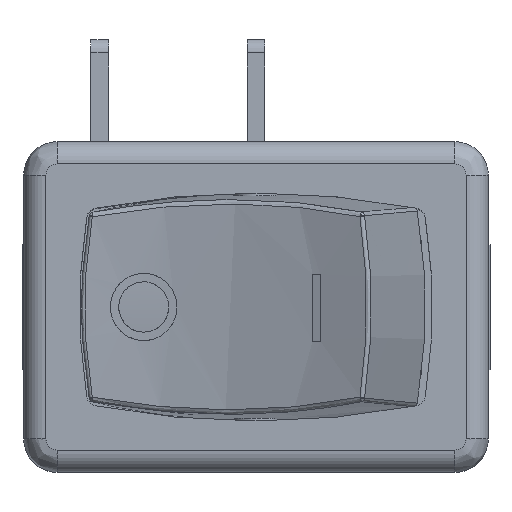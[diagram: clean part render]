
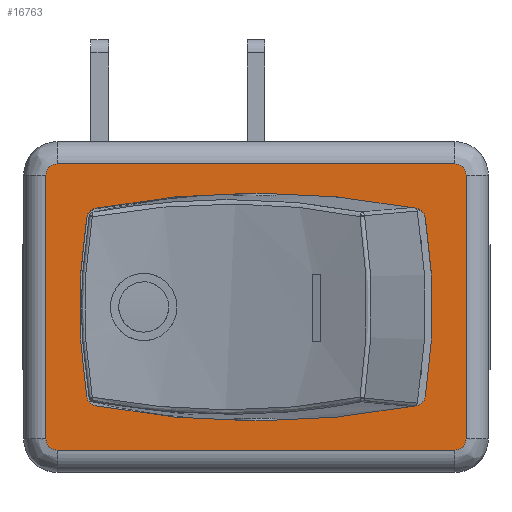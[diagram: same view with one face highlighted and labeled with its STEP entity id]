
A CAD part, top view. The second image highlights one B-rep face of the part: STEP entity #16763.
In plain terms, the highlighted planar face has unit normal (0, 0, 1).
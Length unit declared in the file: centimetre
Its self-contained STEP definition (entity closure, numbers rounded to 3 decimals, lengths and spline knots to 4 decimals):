
#105=FACE_BOUND('',#2935,.T.);
#491=CIRCLE('',#17433,3.82);
#493=CIRCLE('',#17436,0.05);
#495=CIRCLE('',#17439,2.5);
#497=CIRCLE('',#17442,0.05);
#499=CIRCLE('',#17445,3.82);
#501=CIRCLE('',#17448,0.05);
#503=CIRCLE('',#17451,2.5);
#505=CIRCLE('',#17454,0.05);
#509=CIRCLE('',#17460,0.05);
#513=CIRCLE('',#17464,0.05);
#517=CIRCLE('',#17470,0.05);
#521=CIRCLE('',#17474,0.05);
#1052=PLANE('',#17480);
#1949=FACE_OUTER_BOUND('',#2934,.T.);
#2934=EDGE_LOOP('',(#15783,#15784,#15785,#15786,#15787,#15788,#15789,#15790));
#2935=EDGE_LOOP('',(#15791,#15792,#15793,#15794,#15795,#15796,#15797,#15798));
#5247=LINE('',#31671,#6917);
#5249=LINE('',#31707,#6919);
#5252=LINE('',#31714,#6922);
#5254=LINE('',#31745,#6924);
#6917=VECTOR('',#20492,1.);
#6919=VECTOR('',#20512,1.);
#6922=VECTOR('',#20519,1.);
#6924=VECTOR('',#20535,1.);
#8505=VERTEX_POINT('',#31621);
#8506=VERTEX_POINT('',#31623);
#8508=VERTEX_POINT('',#31629);
#8510=VERTEX_POINT('',#31635);
#8512=VERTEX_POINT('',#31641);
#8514=VERTEX_POINT('',#31647);
#8516=VERTEX_POINT('',#31653);
#8518=VERTEX_POINT('',#31659);
#8520=VERTEX_POINT('',#31668);
#8521=VERTEX_POINT('',#31670);
#8524=VERTEX_POINT('',#31685);
#8525=VERTEX_POINT('',#31698);
#8528=VERTEX_POINT('',#31705);
#8529=VERTEX_POINT('',#31710);
#8532=VERTEX_POINT('',#31725);
#8533=VERTEX_POINT('',#31738);
#10909=EDGE_CURVE('',#8506,#8505,#491,.T.);
#10912=EDGE_CURVE('',#8508,#8506,#493,.T.);
#10915=EDGE_CURVE('',#8510,#8508,#495,.T.);
#10918=EDGE_CURVE('',#8512,#8510,#497,.T.);
#10921=EDGE_CURVE('',#8514,#8512,#499,.T.);
#10924=EDGE_CURVE('',#8516,#8514,#501,.T.);
#10927=EDGE_CURVE('',#8518,#8516,#503,.T.);
#10930=EDGE_CURVE('',#8505,#8518,#505,.T.);
#10932=EDGE_CURVE('',#8520,#8521,#5247,.T.);
#10936=EDGE_CURVE('',#8524,#8520,#509,.T.);
#10940=EDGE_CURVE('',#8521,#8525,#513,.T.);
#10942=EDGE_CURVE('',#8528,#8524,#5249,.T.);
#10946=EDGE_CURVE('',#8525,#8529,#5252,.T.);
#10948=EDGE_CURVE('',#8532,#8528,#517,.T.);
#10952=EDGE_CURVE('',#8529,#8533,#521,.T.);
#10954=EDGE_CURVE('',#8533,#8532,#5254,.T.);
#15783=ORIENTED_EDGE('',*,*,#10932,.F.);
#15784=ORIENTED_EDGE('',*,*,#10936,.F.);
#15785=ORIENTED_EDGE('',*,*,#10942,.F.);
#15786=ORIENTED_EDGE('',*,*,#10948,.F.);
#15787=ORIENTED_EDGE('',*,*,#10954,.F.);
#15788=ORIENTED_EDGE('',*,*,#10952,.F.);
#15789=ORIENTED_EDGE('',*,*,#10946,.F.);
#15790=ORIENTED_EDGE('',*,*,#10940,.F.);
#15791=ORIENTED_EDGE('',*,*,#10909,.T.);
#15792=ORIENTED_EDGE('',*,*,#10930,.T.);
#15793=ORIENTED_EDGE('',*,*,#10927,.T.);
#15794=ORIENTED_EDGE('',*,*,#10924,.T.);
#15795=ORIENTED_EDGE('',*,*,#10921,.T.);
#15796=ORIENTED_EDGE('',*,*,#10918,.T.);
#15797=ORIENTED_EDGE('',*,*,#10915,.T.);
#15798=ORIENTED_EDGE('',*,*,#10912,.T.);
#16763=ADVANCED_FACE('',(#1949,#105),#1052,.T.);
#17433=AXIS2_PLACEMENT_3D('',#31624,#20435,#20436);
#17436=AXIS2_PLACEMENT_3D('',#31630,#20442,#20443);
#17439=AXIS2_PLACEMENT_3D('',#31636,#20449,#20450);
#17442=AXIS2_PLACEMENT_3D('',#31642,#20456,#20457);
#17445=AXIS2_PLACEMENT_3D('',#31648,#20463,#20464);
#17448=AXIS2_PLACEMENT_3D('',#31654,#20470,#20471);
#17451=AXIS2_PLACEMENT_3D('',#31660,#20477,#20478);
#17454=AXIS2_PLACEMENT_3D('',#31664,#20484,#20485);
#17460=AXIS2_PLACEMENT_3D('',#31687,#20498,#20499);
#17464=AXIS2_PLACEMENT_3D('',#31702,#20506,#20507);
#17470=AXIS2_PLACEMENT_3D('',#31727,#20522,#20523);
#17474=AXIS2_PLACEMENT_3D('',#31742,#20530,#20531);
#17480=AXIS2_PLACEMENT_3D('',#31755,#20549,#20550);
#20435=DIRECTION('center_axis',(0.,0.,
-1.));
#20436=DIRECTION('ref_axis',(-0.188,-0.982,0.));
#20442=DIRECTION('center_axis',(0.,0.,
-1.));
#20443=DIRECTION('ref_axis',(0.188,-0.982,0.));
#20449=DIRECTION('center_axis',(0.,0.,
-1.));
#20450=DIRECTION('ref_axis',(0.987,-0.16,0.));
#20456=DIRECTION('center_axis',(0.,0.,
-1.));
#20457=DIRECTION('ref_axis',(0.987,0.16,0.));
#20463=DIRECTION('center_axis',(0.,0.,
-1.));
#20464=DIRECTION('ref_axis',(0.188,0.982,0.));
#20470=DIRECTION('center_axis',(0.,0.,
-1.));
#20471=DIRECTION('ref_axis',(-0.188,0.982,0.));
#20477=DIRECTION('center_axis',(0.,0.,
-1.));
#20478=DIRECTION('ref_axis',(-0.987,0.16,0.));
#20484=DIRECTION('center_axis',(0.,0.,
-1.));
#20485=DIRECTION('ref_axis',(-0.987,-0.16,0.));
#20492=DIRECTION('',(0.,1.,0.));
#20498=DIRECTION('center_axis',(0.,0.,
-1.));
#20499=DIRECTION('ref_axis',(-0.707,-0.707,0.));
#20506=DIRECTION('center_axis',(0.,0.,
-1.));
#20507=DIRECTION('ref_axis',(-0.707,0.707,0.));
#20512=DIRECTION('',(-1.,0.,0.));
#20519=DIRECTION('',(1.,0.,0.));
#20522=DIRECTION('center_axis',(0.,0.,
-1.));
#20523=DIRECTION('ref_axis',(0.707,-0.707,0.));
#20530=DIRECTION('center_axis',(0.,0.,
-1.));
#20531=DIRECTION('ref_axis',(0.707,0.707,0.));
#20535=DIRECTION('',(0.,-1.,0.));
#20549=DIRECTION('center_axis',(0.,0.,
1.));
#20550=DIRECTION('ref_axis',(1.,0.,0.));
#31621=CARTESIAN_POINT('',(0.7177,0.442,1.6));
#31623=CARTESIAN_POINT('',(-0.7177,0.442,1.6));
#31624=CARTESIAN_POINT('Origin',(0.,-3.31,1.6));
#31629=CARTESIAN_POINT('',(-0.7576,0.4009,1.6));
#31630=CARTESIAN_POINT('Origin',(-0.7083,0.3929,1.6));
#31635=CARTESIAN_POINT('',(-0.7576,-0.4009,1.6));
#31636=CARTESIAN_POINT('Origin',(1.71,0.,1.6));
#31641=CARTESIAN_POINT('',(-0.7177,-0.442,1.6));
#31642=CARTESIAN_POINT('Origin',(-0.7083,-0.3929,
1.6));
#31647=CARTESIAN_POINT('',(0.7177,-0.442,1.6));
#31648=CARTESIAN_POINT('Origin',(0.,3.31,1.6));
#31653=CARTESIAN_POINT('',(0.7576,-0.4009,1.6));
#31654=CARTESIAN_POINT('Origin',(0.7083,-0.3929,1.6));
#31659=CARTESIAN_POINT('',(0.7576,0.4009,1.6));
#31660=CARTESIAN_POINT('Origin',(-1.71,0.,1.6));
#31664=CARTESIAN_POINT('Origin',(0.7083,0.3929,1.6));
#31668=CARTESIAN_POINT('',(-0.94,-0.59,1.6));
#31670=CARTESIAN_POINT('',(-0.94,0.59,1.6));
#31671=CARTESIAN_POINT('',(-0.94,-0.295,1.6));
#31685=CARTESIAN_POINT('',(-0.89,-0.64,1.6));
#31687=CARTESIAN_POINT('Origin',(-0.89,-0.59,1.6));
#31698=CARTESIAN_POINT('',(-0.89,0.64,1.6));
#31702=CARTESIAN_POINT('Origin',(-0.89,0.59,1.6));
#31705=CARTESIAN_POINT('',(0.89,-0.64,1.6));
#31707=CARTESIAN_POINT('',(0.445,-0.64,1.6));
#31710=CARTESIAN_POINT('',(0.89,0.64,1.6));
#31714=CARTESIAN_POINT('',(-0.445,0.64,1.6));
#31725=CARTESIAN_POINT('',(0.94,-0.59,1.6));
#31727=CARTESIAN_POINT('Origin',(0.89,-0.59,1.6));
#31738=CARTESIAN_POINT('',(0.94,0.59,1.6));
#31742=CARTESIAN_POINT('Origin',(0.89,0.59,1.6));
#31745=CARTESIAN_POINT('',(0.94,0.295,1.6));
#31755=CARTESIAN_POINT('Origin',(0.,0.,
1.6));
